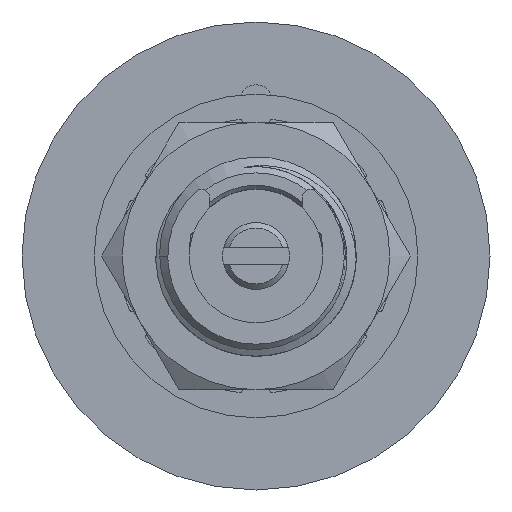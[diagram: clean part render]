
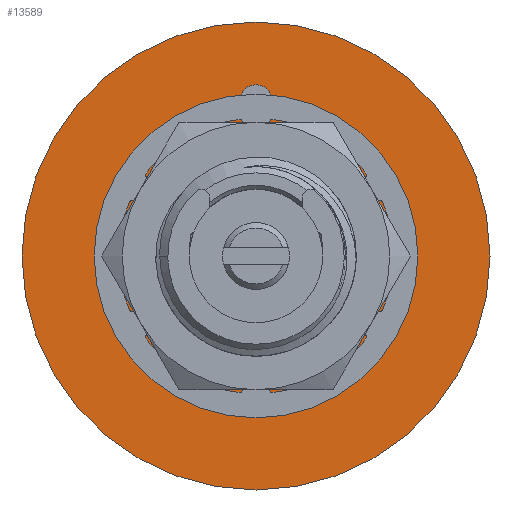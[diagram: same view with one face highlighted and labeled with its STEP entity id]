
A CAD part, front view. The second image highlights one B-rep face of the part: STEP entity #13589.
In plain terms, the highlighted planar face has unit normal (0, -1, 0).
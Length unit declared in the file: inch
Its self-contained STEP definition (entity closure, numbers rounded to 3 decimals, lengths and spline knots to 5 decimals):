
#814=CARTESIAN_POINT('',(0.,0.,0.));
#815=DIRECTION('',(0.,-1.,0.));
#816=DIRECTION('',(1.,0.,0.));
#817=AXIS2_PLACEMENT_3D('',#814,#815,#816);
#828=CARTESIAN_POINT('',(0.,0.,0.));
#829=DIRECTION('',(0.,1.,0.));
#830=DIRECTION('',(1.,0.,0.));
#831=AXIS2_PLACEMENT_3D('',#828,#829,#830);
#848=CARTESIAN_POINT('',(0.,0.,0.29));
#849=DIRECTION('',(0.,-1.,0.));
#850=DIRECTION('',(-1.,0.,0.));
#851=AXIS2_PLACEMENT_3D('',#848,#849,#850);
#853=CARTESIAN_POINT('',(0.,0.,0.29));
#854=DIRECTION('',(0.,-1.,0.));
#855=DIRECTION('',(1.,0.,0.));
#856=AXIS2_PLACEMENT_3D('',#853,#854,#855);
#866=CARTESIAN_POINT('',(0.,0.,0.));
#867=DIRECTION('',(0.,-1.,0.));
#868=DIRECTION('',(-1.,0.,0.));
#869=AXIS2_PLACEMENT_3D('',#866,#867,#868);
#871=CARTESIAN_POINT('',(0.,0.,0.));
#872=DIRECTION('',(0.,1.,0.));
#873=DIRECTION('',(-1.,0.,0.));
#874=AXIS2_PLACEMENT_3D('',#871,#872,#873);
#11348=CARTESIAN_POINT('',(0.4375,0.,0.));
#11349=CARTESIAN_POINT('',(-0.4375,0.,0.));
#11350=VERTEX_POINT('',#11348);
#11351=VERTEX_POINT('',#11349);
#11364=CARTESIAN_POINT('',(-0.03,0.,0.29));
#11365=CARTESIAN_POINT('',(0.03,0.,0.29));
#11366=VERTEX_POINT('',#11364);
#11367=VERTEX_POINT('',#11365);
#11419=CARTESIAN_POINT('',(-0.235,0.,0.));
#11421=VERTEX_POINT('',#11419);
#11423=CARTESIAN_POINT('',(0.235,0.,0.));
#11425=VERTEX_POINT('',#11423);
#13568=CARTESIAN_POINT('',(0.,0.,0.));
#13569=DIRECTION('',(0.,1.,0.));
#13570=DIRECTION('',(1.,0.,0.));
#13571=AXIS2_PLACEMENT_3D('',#13568,#13569,#13570);
#13572=PLANE('',#13571);
#13573=ORIENTED_EDGE('',*,*,#13535,.F.);
#13574=ORIENTED_EDGE('',*,*,#13550,.T.);
#13575=EDGE_LOOP('',(#13573,#13574));
#13576=FACE_OUTER_BOUND('',#13575,.F.);
#13578=ORIENTED_EDGE('',*,*,#13577,.T.);
#13580=ORIENTED_EDGE('',*,*,#13579,.F.);
#13581=EDGE_LOOP('',(#13578,#13580));
#13582=FACE_BOUND('',#13581,.F.);
#13584=ORIENTED_EDGE('',*,*,#13583,.T.);
#13586=ORIENTED_EDGE('',*,*,#13585,.T.);
#13587=EDGE_LOOP('',(#13584,#13586));
#13588=FACE_BOUND('',#13587,.F.);
#13589=ADVANCED_FACE('',(#13576,#13582,#13588),#13572,.F.);
#818=CIRCLE('',#817,0.4375);
#832=CIRCLE('',#831,0.4375);
#852=CIRCLE('',#851,0.03);
#857=CIRCLE('',#856,0.03);
#870=CIRCLE('',#869,0.235);
#875=CIRCLE('',#874,0.235);
#13535=EDGE_CURVE('',#11350,#11351,#818,.T.);
#13550=EDGE_CURVE('',#11350,#11351,#832,.T.);
#13577=EDGE_CURVE('',#11421,#11425,#870,.T.);
#13579=EDGE_CURVE('',#11421,#11425,#875,.T.);
#13583=EDGE_CURVE('',#11366,#11367,#852,.T.);
#13585=EDGE_CURVE('',#11367,#11366,#857,.T.);
